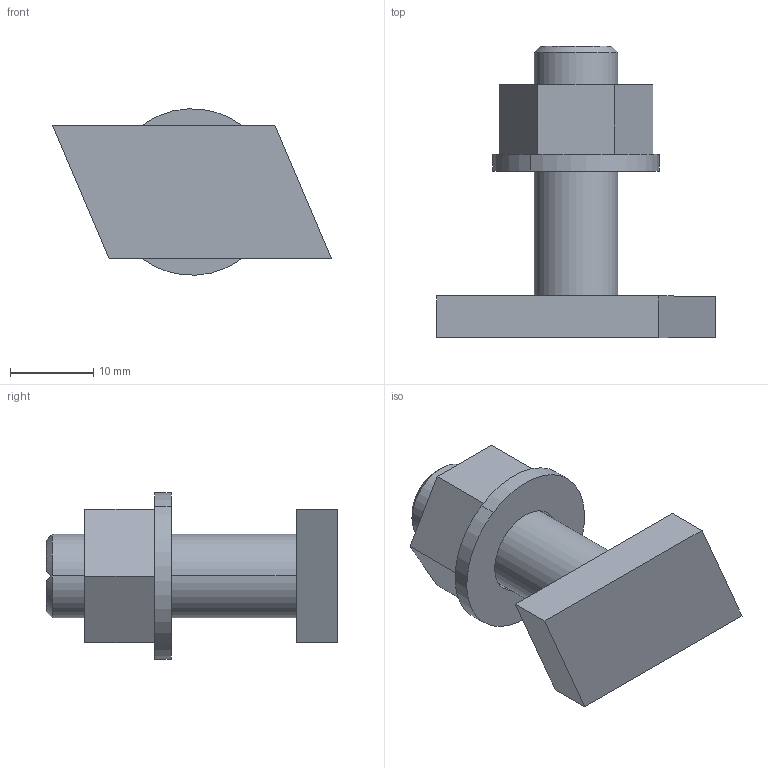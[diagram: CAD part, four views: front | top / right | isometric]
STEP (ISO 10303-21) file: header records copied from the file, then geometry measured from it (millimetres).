
FILE_DESCRIPTION (( 'STEP AP214' ), '1' );
FILE_NAME ('1148068.stp', '2018-10-03T07:02:30', ( '' ), ( '' ), 'SwSTEP 2.0', 'SolidWorks 2018', '' );
FILE_SCHEMA (( 'AUTOMOTIVE_DESIGN' ));
Length unit declared in the file: millimetre
Products named in the file (4): 106280_M10x30; 1148068; 018964_Hexagon Nut ISO - 4032 - M10 - D - N; 018962_Flache Scheibe ISO 7089 - 10
Assembly tree (3 placements, depth 2):
  1148068
    106280_M10x30
    018962_Flache Scheibe ISO 7089 - 10
    018964_Hexagon Nut ISO - 4032 - M10 - D - N
Bounding box: 33.5 x 35 x 19.97 mm (x, y, z)
Volume: 6324.1 mm3; surface area: 3894.7 mm2
Topology: 3 solids, 3 shells, 30 faces, 65 edges, 42 vertices
Faces by surface type: plane 20, cylinder 8, cone 2
Entity records: 981 total; most frequent: CARTESIAN_POINT 155, DIRECTION 151, ORIENTED_EDGE 130, EDGE_CURVE 65, AXIS2_PLACEMENT_3D 54, LINE 43, VECTOR 43, VERTEX_POINT 42
